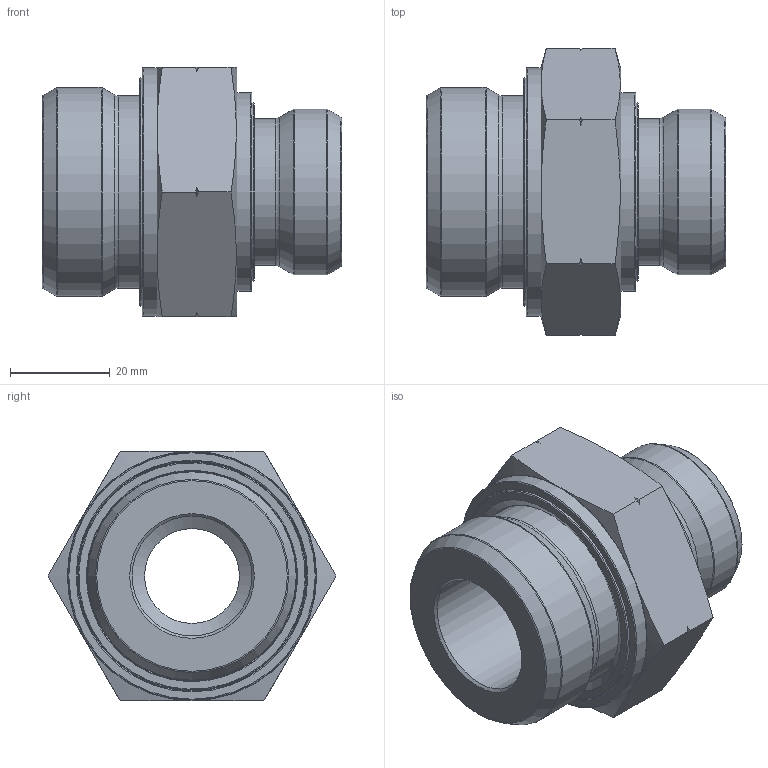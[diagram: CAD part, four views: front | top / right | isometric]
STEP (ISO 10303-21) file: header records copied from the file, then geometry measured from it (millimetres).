
FILE_DESCRIPTION(/* description */ (''),/* implementation_level */ '2;1');
FILE_NAME(/* name */ 'DU30-25.stp',/* time_stamp */ '2025-01-08T12:23:53+01:00',/* author */ (''),/* organization */ (''),/* preprocessor_version */ 'ST-DEVELOPER v16',/* originating_system */ 'SIEMENS PLM Software NX 10.0',/* authorisation */ '');
FILE_SCHEMA (('CONFIG_CONTROL_DESIGN'));
Length unit declared in the file: millimetre
Products named in the file (3): X-UR-30; X-UR-25; X-DU114-1
Assembly tree (2 placements, depth 2):
  X-DU114-1
    X-UR-25
    X-UR-30
Bounding box: 60 x 57.73 x 50 mm (x, y, z)
Volume: 61850.2 mm3; surface area: 18724.6 mm2
Topology: 3 solids, 3 shells, 80 faces, 178 edges, 110 vertices
Faces by surface type: cone 28, torus 20, plane 18, cylinder 14
Full cylindrical faces by diameter (mm): 19 x1, 24 x1, 29.5 x1, 29.7 x1, 33.24 x1, 35.7 x1, 36.045 x1, 38.5 x1, 38.8 x1, 39.8 x1, 41.91 x1, 45.8 x1, 46.045 x1, 49.8 x1
Entity records: 2232 total; most frequent: CARTESIAN_POINT 435, DIRECTION 312, ORIENTED_EDGE 242, AXIS2_PLACEMENT_3D 150, EDGE_LOOP 136, EDGE_CURVE 121, FACE_BOUND 112, VERTEX_POINT 97
